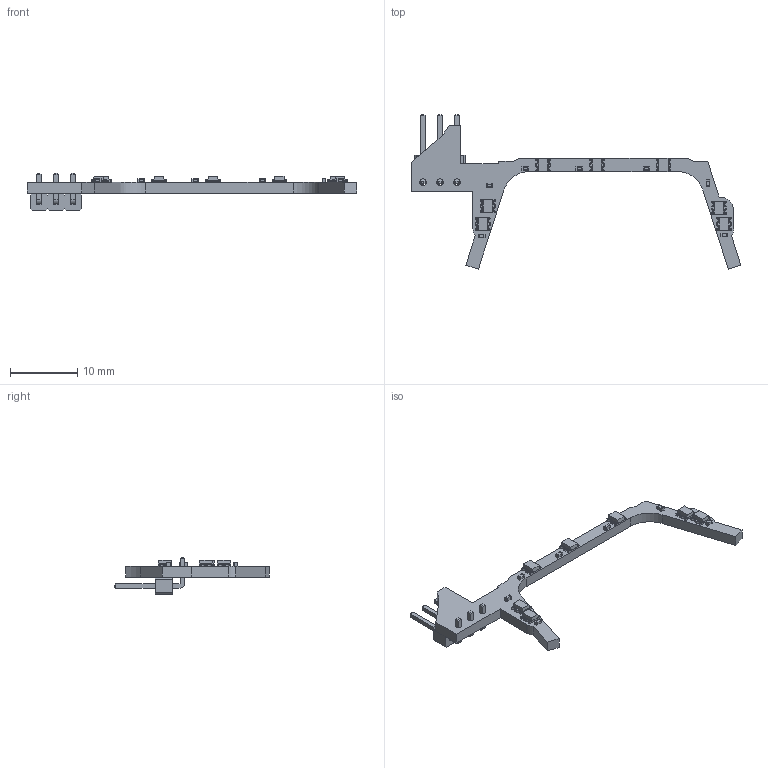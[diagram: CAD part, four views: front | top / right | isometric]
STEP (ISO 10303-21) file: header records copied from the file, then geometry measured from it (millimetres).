
FILE_DESCRIPTION(('KiCad electronic assembly'),'2;1');
FILE_NAME('AB_LED_PCB.step','2021-04-06T17:46:22',('An Author'),( 'A Company'),'Open CASCADE STEP processor 6.9', 'KiCad to STEP converter','Unknown');
FILE_SCHEMA(('AUTOMOTIVE_DESIGN { 1 0 10303 214 1 1 1 1 }'));
Length unit declared in the file: millimetre
Products named in the file (8): Open CASCADE STEP translator 6.9 1; PinHeader_1x03_P2.54mm_Horizontal; SOLID; WS2812-2020; C_0402_1005Metric; COMPOUND
Assembly tree (19 placements, depth 3):
  Open CASCADE STEP translator 6.9 1
    PinHeader_1x03_P2.54mm_Horizontal
      SOLID
    WS2812-2020  x7
      SOLID
    C_0402_1005Metric  x7
      SOLID
    COMPOUND
Bounding box: 49.11 x 23 x 5.54 mm (x, y, z)
Volume: 418.1 mm3; surface area: 1025.1 mm2
Topology: 16 solids, 16 shells, 790 faces, 2050 edges, 1340 vertices
Faces by surface type: plane 617, cylinder 173
Full cylindrical faces by diameter (mm): 1 x3
Entity records: 15188 total; most frequent: CARTESIAN_POINT 2504, DIRECTION 2147, LINE 1505, VECTOR 1505, ORIENTED_EDGE 1100, PCURVE 1100, DEFINITIONAL_REPRESENTATION 1100, EDGE_CURVE 550
